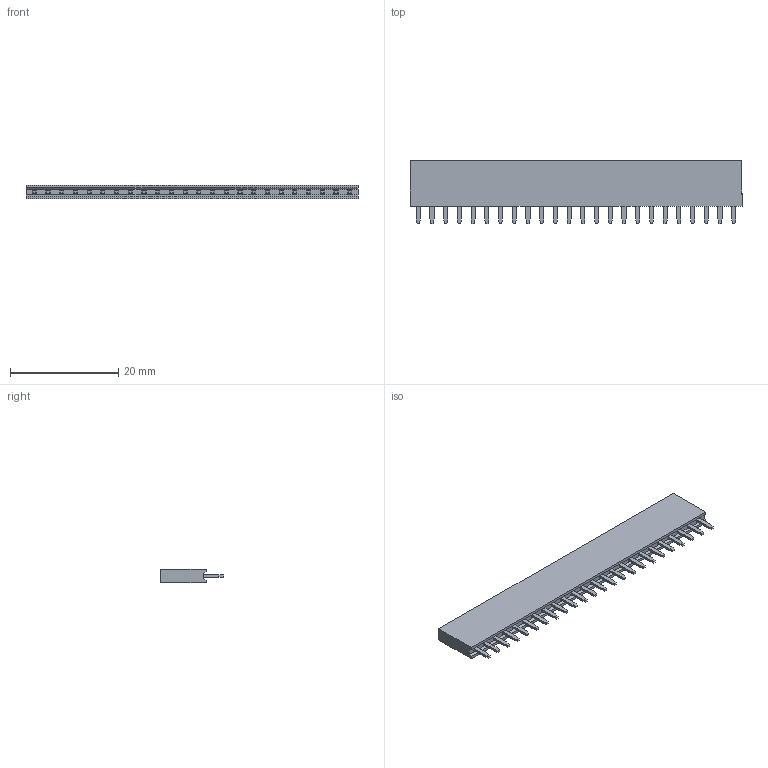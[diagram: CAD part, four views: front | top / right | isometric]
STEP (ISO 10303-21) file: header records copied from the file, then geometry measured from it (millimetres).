
FILE_DESCRIPTION (( 'STEP AP214' ), '1' );
FILE_NAME ('PPTC241LFBN-RC.STEP', '2022-03-14T22:03:18', ( '' ), ( '' ), 'SwSTEP 2.0', 'SolidWorks 2017', '' );
FILE_SCHEMA (( 'AUTOMOTIVE_DESIGN' ));
Length unit declared in the file: inch
Products named in the file (1): PPTC241LFBN-RC
Bounding box: 61.47 x 11.71 x 2.54 mm (x, y, z)
Volume: 1223.4 mm3; surface area: 2574.2 mm2
Topology: 25 solids, 25 shells, 562 faces, 1440 edges, 928 vertices
Faces by surface type: plane 418, cylinder 144
Entity records: 19850 total; most frequent: CARTESIAN_POINT 2931, ORIENTED_EDGE 2880, DIRECTION 2854, EDGE_CURVE 1440, LINE 1152, VECTOR 1152, VERTEX_POINT 928, AXIS2_PLACEMENT_3D 851
